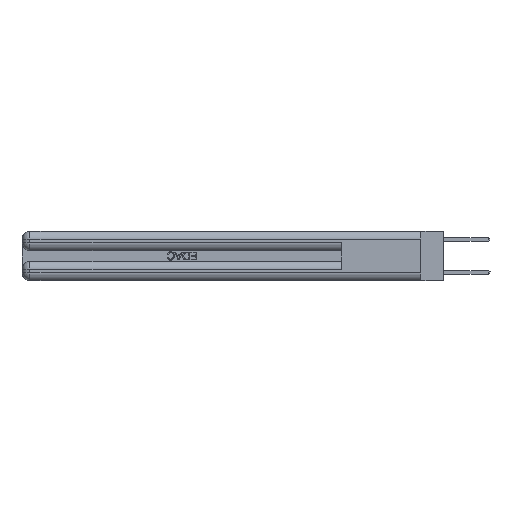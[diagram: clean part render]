
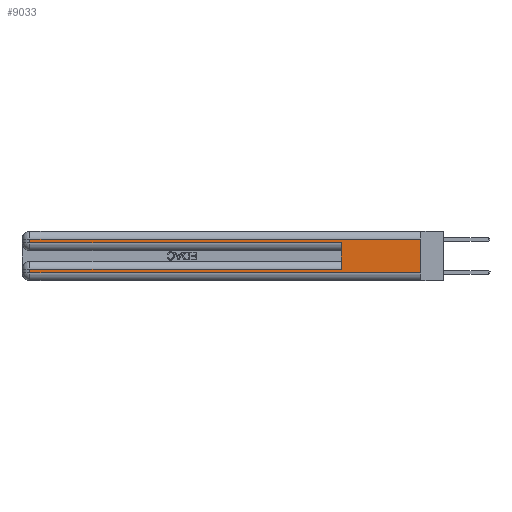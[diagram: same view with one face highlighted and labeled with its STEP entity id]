
A CAD part, left-side view. The second image highlights one B-rep face of the part: STEP entity #9033.
In plain terms, the highlighted planar face has unit normal (-1, 0, 0).
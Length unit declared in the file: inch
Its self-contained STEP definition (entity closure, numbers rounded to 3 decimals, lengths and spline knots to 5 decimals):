
#793 = CARTESIAN_POINT ( 'NONE',  ( 0., 0., 0.06 ) ) ;
#1416 = CARTESIAN_POINT ( 'NONE',  ( 0., 0.6, 0.085 ) ) ;
#1696 = DIRECTION ( 'NONE',  ( 1., 0., 0. ) ) ;
#3114 = VECTOR ( 'NONE', #21909, 39.37008 ) ;
#3141 = ORIENTED_EDGE ( 'NONE', *, *, #4372, .T. ) ;
#3460 = EDGE_LOOP ( 'NONE', ( #14843, #22299, #30038, #19376, #17905, #3141, #20411, #27318 ) ) ;
#3591 = LINE ( 'NONE', #16060, #9179 ) ;
#4372 = EDGE_CURVE ( 'NONE', #28979, #16518, #12964, .T. ) ;
#5160 = VECTOR ( 'NONE', #14063, 39.37008 ) ;
#5423 = EDGE_CURVE ( 'NONE', #16059, #18087, #3591, .T. ) ;
#5711 = CARTESIAN_POINT ( 'NONE',  ( 0., 2.94, 0.37 ) ) ;
#5824 = AXIS2_PLACEMENT_3D ( 'NONE', #15897, #1696, #18327 ) ;
#6477 = CARTESIAN_POINT ( 'NONE',  ( 0., 0., 0.06 ) ) ;
#6875 = VERTEX_POINT ( 'NONE', #7318 ) ;
#6915 = CARTESIAN_POINT ( 'NONE',  ( 0., 0., 0.085 ) ) ;
#7318 = CARTESIAN_POINT ( 'NONE',  ( 0., 2.94, 0.285 ) ) ;
#7629 = VERTEX_POINT ( 'NONE', #21968 ) ;
#8197 = VERTEX_POINT ( 'NONE', #21520 ) ;
#9033 = ADVANCED_FACE ( 'NONE', ( #21765 ), #25320, .F. ) ;
#9179 = VECTOR ( 'NONE', #27865, 39.37008 ) ;
#10765 = EDGE_CURVE ( 'NONE', #28979, #26664, #25760, .T. ) ;
#11335 = EDGE_CURVE ( 'NONE', #8197, #18087, #29093, .T. ) ;
#11923 = CARTESIAN_POINT ( 'NONE',  ( 0., 0., 0.31 ) ) ;
#12156 = CARTESIAN_POINT ( 'NONE',  ( 0., 0.6, 0.285 ) ) ;
#12548 = LINE ( 'NONE', #5711, #18124 ) ;
#12964 = LINE ( 'NONE', #6915, #5160 ) ;
#13350 = LINE ( 'NONE', #22080, #25176 ) ;
#13894 = CARTESIAN_POINT ( 'NONE',  ( 0., 2.94, 0.085 ) ) ;
#14063 = DIRECTION ( 'NONE',  ( 0., 1., 0. ) ) ;
#14843 = ORIENTED_EDGE ( 'NONE', *, *, #5423, .F. ) ;
#15523 = EDGE_CURVE ( 'NONE', #6875, #26664, #29092, .T. ) ;
#15897 = CARTESIAN_POINT ( 'NONE',  ( 0., 0., 0.37 ) ) ;
#16059 = VERTEX_POINT ( 'NONE', #11923 ) ;
#16060 = CARTESIAN_POINT ( 'NONE',  ( 0., 0., 0.37 ) ) ;
#16482 = VECTOR ( 'NONE', #23086, 39.37008 ) ;
#16518 = VERTEX_POINT ( 'NONE', #13894 ) ;
#17548 = DIRECTION ( 'NONE',  ( 0., 0., -1. ) ) ;
#17905 = ORIENTED_EDGE ( 'NONE', *, *, #10765, .F. ) ;
#18087 = VERTEX_POINT ( 'NONE', #793 ) ;
#18124 = VECTOR ( 'NONE', #17548, 39.37008 ) ;
#18327 = DIRECTION ( 'NONE',  ( 0., 0., -1. ) ) ;
#18762 = VECTOR ( 'NONE', #25123, 39.37008 ) ;
#19321 = EDGE_CURVE ( 'NONE', #16518, #8197, #13350, .T. ) ;
#19376 = ORIENTED_EDGE ( 'NONE', *, *, #15523, .T. ) ;
#20330 = EDGE_CURVE ( 'NONE', #7629, #6875, #12548, .T. ) ;
#20411 = ORIENTED_EDGE ( 'NONE', *, *, #19321, .T. ) ;
#21520 = CARTESIAN_POINT ( 'NONE',  ( 0., 2.94, 0.06 ) ) ;
#21672 = VECTOR ( 'NONE', #25594, 39.37008 ) ;
#21765 = FACE_OUTER_BOUND ( 'NONE', #3460, .T. ) ;
#21909 = DIRECTION ( 'NONE',  ( 0., -1., 0. ) ) ;
#21968 = CARTESIAN_POINT ( 'NONE',  ( 0., 2.94, 0.31 ) ) ;
#22080 = CARTESIAN_POINT ( 'NONE',  ( 0., 2.94, 0.37 ) ) ;
#22299 = ORIENTED_EDGE ( 'NONE', *, *, #29800, .T. ) ;
#22399 = LINE ( 'NONE', #23193, #21672 ) ;
#22733 = CARTESIAN_POINT ( 'NONE',  ( 0., 0.6, 0.145 ) ) ;
#23086 = DIRECTION ( 'NONE',  ( 0., -1., 0. ) ) ;
#23193 = CARTESIAN_POINT ( 'NONE',  ( 0., 0., 0.31 ) ) ;
#24461 = DIRECTION ( 'NONE',  ( 0., 0., -1. ) ) ;
#25123 = DIRECTION ( 'NONE',  ( 0., 0., 1. ) ) ;
#25176 = VECTOR ( 'NONE', #24461, 39.37008 ) ;
#25320 = PLANE ( 'NONE',  #5824 ) ;
#25594 = DIRECTION ( 'NONE',  ( 0., 1., 0. ) ) ;
#25760 = LINE ( 'NONE', #22733, #18762 ) ;
#26664 = VERTEX_POINT ( 'NONE', #12156 ) ;
#27318 = ORIENTED_EDGE ( 'NONE', *, *, #11335, .T. ) ;
#27865 = DIRECTION ( 'NONE',  ( 0., 0., -1. ) ) ;
#28979 = VERTEX_POINT ( 'NONE', #1416 ) ;
#29056 = CARTESIAN_POINT ( 'NONE',  ( 0., 0., 0.285 ) ) ;
#29092 = LINE ( 'NONE', #29056, #3114 ) ;
#29093 = LINE ( 'NONE', #6477, #16482 ) ;
#29800 = EDGE_CURVE ( 'NONE', #16059, #7629, #22399, .T. ) ;
#30038 = ORIENTED_EDGE ( 'NONE', *, *, #20330, .T. ) ;
